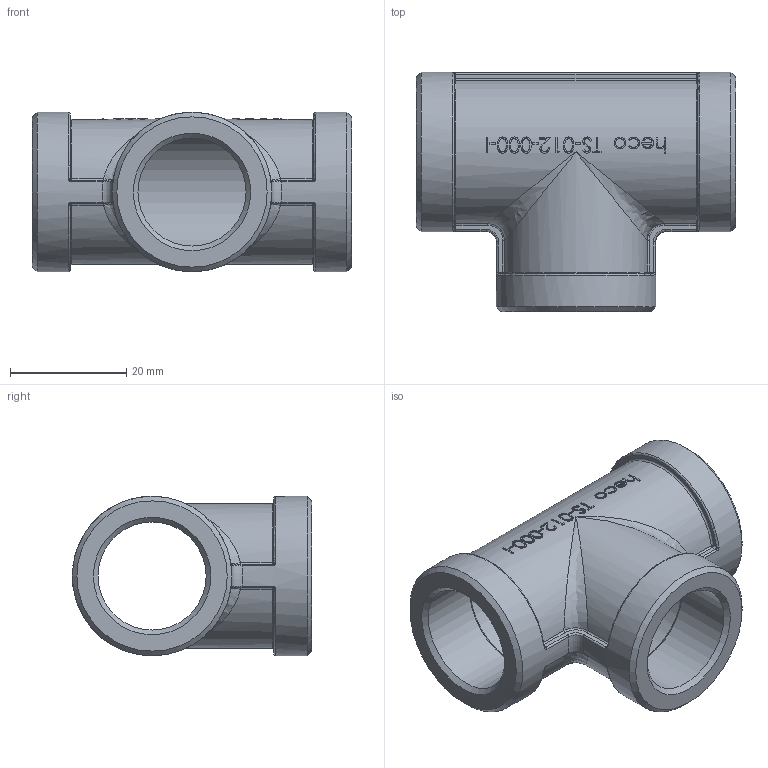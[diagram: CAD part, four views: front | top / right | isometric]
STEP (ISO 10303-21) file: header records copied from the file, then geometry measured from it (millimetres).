
FILE_DESCRIPTION (( 'STEP AP214' ), '1' );
FILE_NAME ('heco_TS-012-000-I.STEP', '2015-10-28T08:57:32', ( 'test' ), ( '' ), 'SwSTEP 2.0', 'SolidWorks 2011', '' );
FILE_SCHEMA (( 'AUTOMOTIVE_DESIGN' ));
Length unit declared in the file: millimetre
Products named in the file (1): heco_TS-012-000-I
Bounding box: 55 x 41.25 x 27.5 mm (x, y, z)
Volume: 13719.4 mm3; surface area: 11074.6 mm2
Topology: 1 solids, 1 shells, 297 faces, 732 edges, 445 vertices
Faces by surface type: bspline 132, cylinder 65, plane 61, torus 18, sphere 12, cone 9
Full cylindrical faces by diameter (mm): 18.631 x3, 21.8 x2, 27.5 x2
Entity records: 24558 total; most frequent: CARTESIAN_POINT 17304, ORIENTED_EDGE 1384, DIRECTION 760, EDGE_CURVE 692, VERTEX_POINT 439, B_SPLINE_CURVE_WITH_KNOTS 403, EDGE_LOOP 343, AXIS2_PLACEMENT_3D 307
